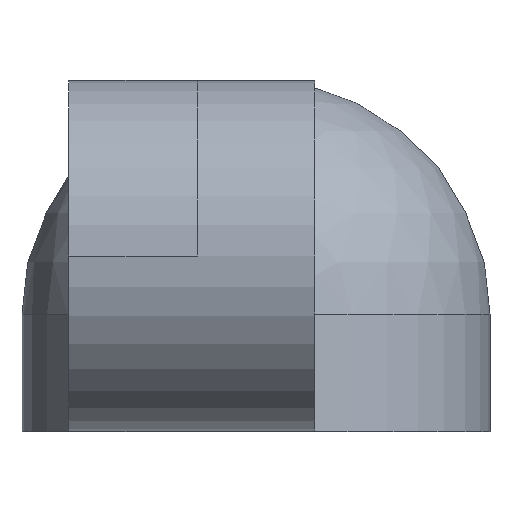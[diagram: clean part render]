
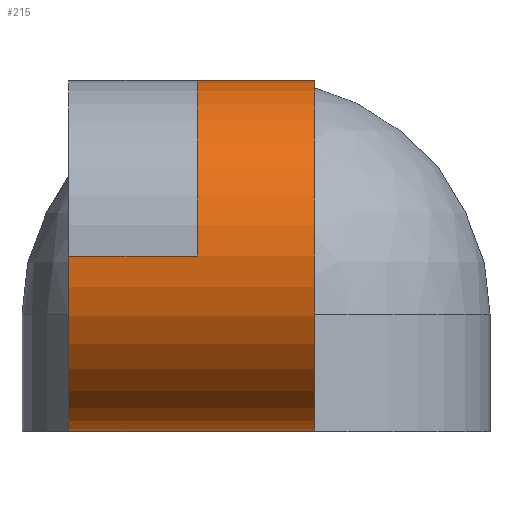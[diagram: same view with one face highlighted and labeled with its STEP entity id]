
A CAD part, left-side view. The second image highlights one B-rep face of the part: STEP entity #215.
In plain terms, the highlighted cylindrical face has radius 3 mm (diameter 6 mm), a partial arc.
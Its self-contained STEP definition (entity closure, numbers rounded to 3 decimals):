
#9=DIRECTION('',(0.,1.,0.));
#10=VECTOR('',#9,2.);
#11=CARTESIAN_POINT('',(-21.331,-1.,0.));
#12=LINE('',#11,#10);
#13=DIRECTION('',(0.,1.,0.));
#14=VECTOR('',#13,2.2);
#15=CARTESIAN_POINT('',(-18.331,1.,3.));
#16=LINE('',#15,#14);
#17=CARTESIAN_POINT('',(-21.331,1.,3.));
#18=DIRECTION('',(0.,1.,0.));
#19=DIRECTION('',(-1.,0.,0.));
#20=AXIS2_PLACEMENT_3D('',#17,#18,#19);
#22=CARTESIAN_POINT('',(-21.331,1.,3.));
#23=DIRECTION('',(0.,1.,0.));
#24=DIRECTION('',(1.,0.,0.));
#25=AXIS2_PLACEMENT_3D('',#22,#23,#24);
#49=CARTESIAN_POINT('',(-21.331,-1.,3.));
#50=DIRECTION('',(0.,1.,0.));
#51=DIRECTION('',(0.,0.,-1.));
#52=AXIS2_PLACEMENT_3D('',#49,#50,#51);
#58=DIRECTION('',(0.,1.,0.));
#59=VECTOR('',#58,2.);
#60=CARTESIAN_POINT('',(-21.331,-1.,6.));
#61=LINE('',#60,#59);
#103=DIRECTION('',(0.,1.,0.));
#104=VECTOR('',#103,2.2);
#105=CARTESIAN_POINT('',(-24.331,1.,3.));
#106=LINE('',#105,#104);
#107=CARTESIAN_POINT('',(-21.331,3.2,3.));
#108=DIRECTION('',(0.,1.,0.));
#109=DIRECTION('',(1.,0.,0.));
#110=AXIS2_PLACEMENT_3D('',#107,#108,#109);
#137=CARTESIAN_POINT('',(-21.331,-1.,0.));
#138=CARTESIAN_POINT('',(-21.331,-1.,6.));
#139=VERTEX_POINT('',#137);
#140=VERTEX_POINT('',#138);
#165=CARTESIAN_POINT('',(-18.331,3.2,3.));
#166=CARTESIAN_POINT('',(-24.331,3.2,3.));
#167=VERTEX_POINT('',#165);
#168=VERTEX_POINT('',#166);
#169=CARTESIAN_POINT('',(-18.331,1.,3.));
#170=CARTESIAN_POINT('',(-21.331,1.,0.));
#171=VERTEX_POINT('',#169);
#172=VERTEX_POINT('',#170);
#173=CARTESIAN_POINT('',(-24.331,1.,3.));
#174=CARTESIAN_POINT('',(-21.331,1.,6.));
#175=VERTEX_POINT('',#173);
#176=VERTEX_POINT('',#174);
#193=CARTESIAN_POINT('',(-21.331,-1.,3.));
#194=DIRECTION('',(0.,1.,0.));
#195=DIRECTION('',(1.,0.,0.));
#196=AXIS2_PLACEMENT_3D('',#193,#194,#195);
#197=CYLINDRICAL_SURFACE('',#196,3.);
#198=ORIENTED_EDGE('',*,*,#182,.T.);
#200=ORIENTED_EDGE('',*,*,#199,.F.);
#202=ORIENTED_EDGE('',*,*,#201,.T.);
#204=ORIENTED_EDGE('',*,*,#203,.T.);
#206=ORIENTED_EDGE('',*,*,#205,.F.);
#208=ORIENTED_EDGE('',*,*,#207,.T.);
#210=ORIENTED_EDGE('',*,*,#209,.F.);
#212=ORIENTED_EDGE('',*,*,#211,.F.);
#213=EDGE_LOOP('',(#198,#200,#202,#204,#206,#208,#210,#212));
#214=FACE_OUTER_BOUND('',#213,.F.);
#215=ADVANCED_FACE('',(#214),#197,.T.);
#21=CIRCLE('',#20,3.);
#26=CIRCLE('',#25,3.);
#53=CIRCLE('',#52,3.);
#111=CIRCLE('',#110,3.);
#182=EDGE_CURVE('',#139,#172,#12,.T.);
#199=EDGE_CURVE('',#171,#172,#26,.T.);
#201=EDGE_CURVE('',#171,#167,#16,.T.);
#203=EDGE_CURVE('',#167,#168,#111,.T.);
#205=EDGE_CURVE('',#175,#168,#106,.T.);
#207=EDGE_CURVE('',#175,#176,#21,.T.);
#209=EDGE_CURVE('',#140,#176,#61,.T.);
#211=EDGE_CURVE('',#139,#140,#53,.T.);
